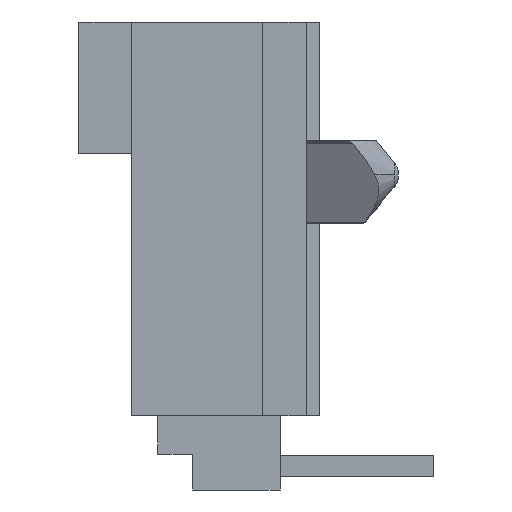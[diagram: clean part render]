
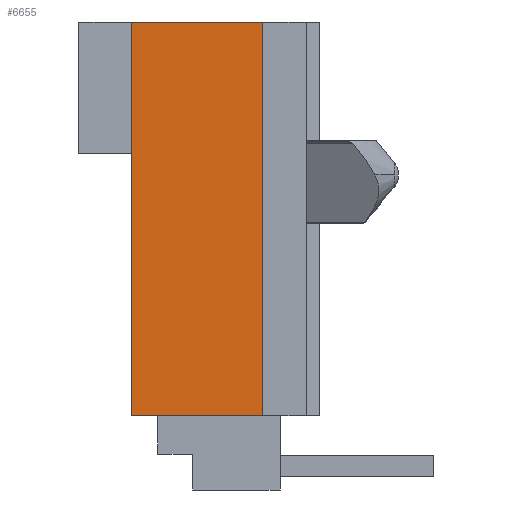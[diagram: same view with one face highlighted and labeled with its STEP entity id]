
A CAD part, left-side view. The second image highlights one B-rep face of the part: STEP entity #6655.
In plain terms, the highlighted planar face has unit normal (-1, 0, 0).
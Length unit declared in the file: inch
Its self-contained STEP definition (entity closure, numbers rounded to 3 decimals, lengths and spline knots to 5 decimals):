
#102 = CARTESIAN_POINT ( 'NONE',  ( -0.45, -0.05, -0.225 ) ) ;
#391 = AXIS2_PLACEMENT_3D ( 'NONE', #7136, #4272, #668 ) ;
#482 = LINE ( 'NONE', #6786, #8111 ) ;
#668 = DIRECTION ( 'NONE',  ( 0., 0., 1. ) ) ;
#989 = ORIENTED_EDGE ( 'NONE', *, *, #8968, .F. ) ;
#1226 = CARTESIAN_POINT ( 'NONE',  ( -0.45, 0.1, 0.225 ) ) ;
#1669 = DIRECTION ( 'NONE',  ( 0., 0., 1. ) ) ;
#1850 = CARTESIAN_POINT ( 'NONE',  ( -0.45, -0.05, 0.225 ) ) ;
#2249 = DIRECTION ( 'NONE',  ( 0., -1., 0. ) ) ;
#2562 = CARTESIAN_POINT ( 'NONE',  ( -0.45, 0.1, -0.225 ) ) ;
#2571 = VERTEX_POINT ( 'NONE', #1850 ) ;
#2672 = VERTEX_POINT ( 'NONE', #9299 ) ;
#3066 = DIRECTION ( 'NONE',  ( 0., 0., 1. ) ) ;
#3071 = VERTEX_POINT ( 'NONE', #2562 ) ;
#3153 = DIRECTION ( 'NONE',  ( 0., -1., 0. ) ) ;
#3288 = EDGE_CURVE ( 'NONE', #4348, #2571, #4516, .T. ) ;
#4229 = EDGE_LOOP ( 'NONE', ( #989, #4691, #4877, #6434 ) ) ;
#4272 = DIRECTION ( 'NONE',  ( -1., 0., 0. ) ) ;
#4275 = VECTOR ( 'NONE', #3153, 39.37008 ) ;
#4280 = FACE_OUTER_BOUND ( 'NONE', #4229, .T. ) ;
#4348 = VERTEX_POINT ( 'NONE', #1226 ) ;
#4414 = CARTESIAN_POINT ( 'NONE',  ( -0.45, 0.1, -0.225 ) ) ;
#4516 = LINE ( 'NONE', #5455, #4275 ) ;
#4691 = ORIENTED_EDGE ( 'NONE', *, *, #9371, .T. ) ;
#4872 = VECTOR ( 'NONE', #2249, 39.37008 ) ;
#4877 = ORIENTED_EDGE ( 'NONE', *, *, #7314, .T. ) ;
#5063 = LINE ( 'NONE', #102, #8174 ) ;
#5455 = CARTESIAN_POINT ( 'NONE',  ( -0.45, 0., 0.225 ) ) ;
#6434 = ORIENTED_EDGE ( 'NONE', *, *, #3288, .F. ) ;
#6655 = ADVANCED_FACE ( 'NONE', ( #4280 ), #8492, .T. ) ;
#6786 = CARTESIAN_POINT ( 'NONE',  ( -0.45, 0.1, -0.225 ) ) ;
#7136 = CARTESIAN_POINT ( 'NONE',  ( -0.45, 0.1, -0.225 ) ) ;
#7314 = EDGE_CURVE ( 'NONE', #2672, #2571, #5063, .T. ) ;
#8111 = VECTOR ( 'NONE', #3066, 39.37008 ) ;
#8174 = VECTOR ( 'NONE', #1669, 39.37008 ) ;
#8492 = PLANE ( 'NONE',  #391 ) ;
#8968 = EDGE_CURVE ( 'NONE', #3071, #4348, #482, .T. ) ;
#9299 = CARTESIAN_POINT ( 'NONE',  ( -0.45, -0.05, -0.225 ) ) ;
#9371 = EDGE_CURVE ( 'NONE', #3071, #2672, #9624, .T. ) ;
#9624 = LINE ( 'NONE', #4414, #4872 ) ;
